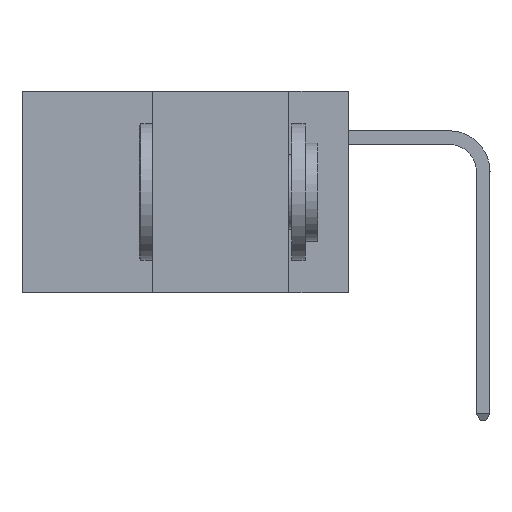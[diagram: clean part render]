
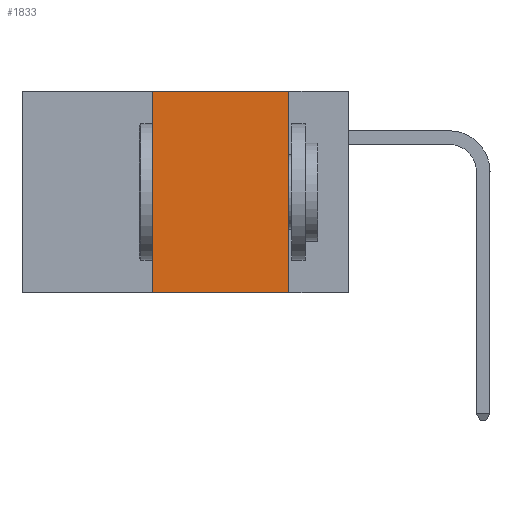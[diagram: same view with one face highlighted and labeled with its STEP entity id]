
A CAD part, left-side view. The second image highlights one B-rep face of the part: STEP entity #1833.
In plain terms, the highlighted planar face has unit normal (-1, 0, 0).
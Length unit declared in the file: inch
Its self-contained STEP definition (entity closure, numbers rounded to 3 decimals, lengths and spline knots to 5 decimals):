
#164 = DIRECTION ( 'NONE',  ( 0., 0., 1. ) ) ;
#1279 = VERTEX_POINT ( 'NONE', #3709 ) ;
#1494 = VERTEX_POINT ( 'NONE', #14189 ) ;
#1578 = VERTEX_POINT ( 'NONE', #12992 ) ;
#1833 = ADVANCED_FACE ( 'NONE', ( #13653 ), #8271, .F. ) ;
#3342 = VECTOR ( 'NONE', #7477, 39.37008 ) ;
#3709 = CARTESIAN_POINT ( 'NONE',  ( 0., 0.11, -0.37 ) ) ;
#3796 = DIRECTION ( 'NONE',  ( 0., -1., 0. ) ) ;
#4364 = EDGE_CURVE ( 'NONE', #1578, #1279, #13139, .T. ) ;
#4822 = EDGE_CURVE ( 'NONE', #1494, #16138, #12949, .T. ) ;
#6046 = CARTESIAN_POINT ( 'NONE',  ( 0., 0.11, 0. ) ) ;
#6500 = VECTOR ( 'NONE', #164, 39.37008 ) ;
#6924 = LINE ( 'NONE', #15970, #6500 ) ;
#6960 = LINE ( 'NONE', #7410, #3342 ) ;
#7410 = CARTESIAN_POINT ( 'NONE',  ( 0., 0.11, 0. ) ) ;
#7463 = EDGE_LOOP ( 'NONE', ( #11618, #8862, #10690, #15741 ) ) ;
#7477 = DIRECTION ( 'NONE',  ( 0., 0., -1. ) ) ;
#8182 = DIRECTION ( 'NONE',  ( 0., 0., -1. ) ) ;
#8218 = DIRECTION ( 'NONE',  ( 1., 0., 0. ) ) ;
#8239 = CARTESIAN_POINT ( 'NONE',  ( 0., 0.6, 0. ) ) ;
#8271 = PLANE ( 'NONE',  #15421 ) ;
#8862 = ORIENTED_EDGE ( 'NONE', *, *, #4822, .F. ) ;
#9586 = VECTOR ( 'NONE', #3796, 39.37008 ) ;
#10690 = ORIENTED_EDGE ( 'NONE', *, *, #11517, .F. ) ;
#10813 = EDGE_CURVE ( 'NONE', #16138, #1279, #6960, .T. ) ;
#11517 = EDGE_CURVE ( 'NONE', #1578, #1494, #6924, .T. ) ;
#11618 = ORIENTED_EDGE ( 'NONE', *, *, #10813, .F. ) ;
#11969 = DIRECTION ( 'NONE',  ( 0., -1., 0. ) ) ;
#12736 = VECTOR ( 'NONE', #11969, 39.37008 ) ;
#12949 = LINE ( 'NONE', #15536, #9586 ) ;
#12992 = CARTESIAN_POINT ( 'NONE',  ( 0., 0.36, -0.37 ) ) ;
#13139 = LINE ( 'NONE', #13191, #12736 ) ;
#13191 = CARTESIAN_POINT ( 'NONE',  ( 0., 0.6, -0.37 ) ) ;
#13653 = FACE_OUTER_BOUND ( 'NONE', #7463, .T. ) ;
#14189 = CARTESIAN_POINT ( 'NONE',  ( 0., 0.36, 0. ) ) ;
#15421 = AXIS2_PLACEMENT_3D ( 'NONE', #8239, #8218, #8182 ) ;
#15536 = CARTESIAN_POINT ( 'NONE',  ( 0., 0.6, 0. ) ) ;
#15741 = ORIENTED_EDGE ( 'NONE', *, *, #4364, .T. ) ;
#15970 = CARTESIAN_POINT ( 'NONE',  ( 0., 0.36, 0. ) ) ;
#16138 = VERTEX_POINT ( 'NONE', #6046 ) ;
